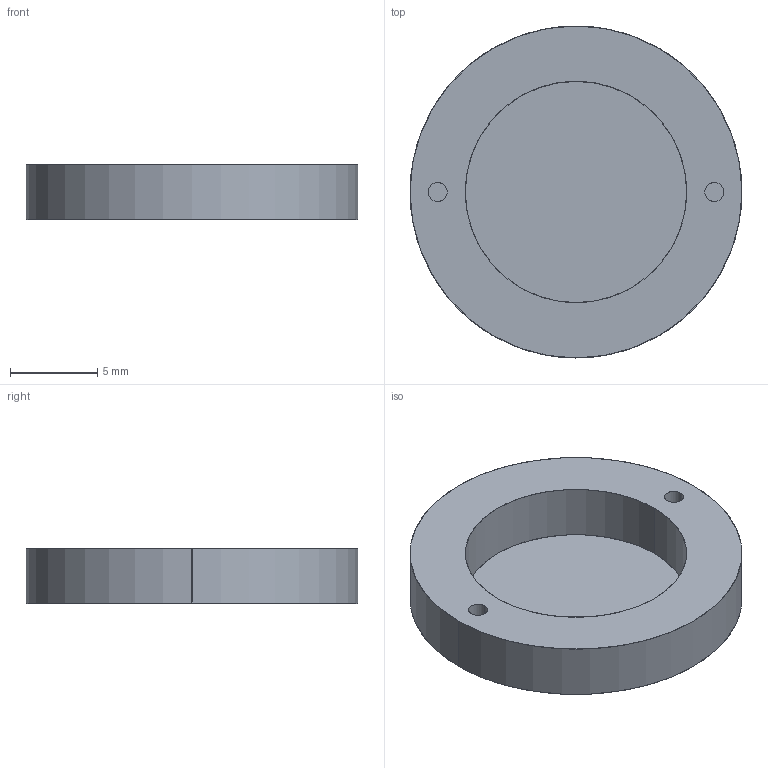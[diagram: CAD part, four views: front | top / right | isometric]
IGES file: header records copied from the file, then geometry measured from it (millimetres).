
Start section: SolidWorks IGES file using analytic representation for surfaces
Global section: file name: Web Model 19307_19310.igs; native system: SolidWorks 2018; preprocessor: SolidWorks 2018; author: JPoff; date: 210823.153628; units: millimetre
Bounding box: 19.05 x 19.05 x 3.18 mm (x, y, z)
Surface area: 909.2 mm2 (no closed solid volume)
Topology: 0 solids, 0 shells, 13 faces, 224 edges, 224 vertices
Faces by surface type: revolution 8, bspline 5
